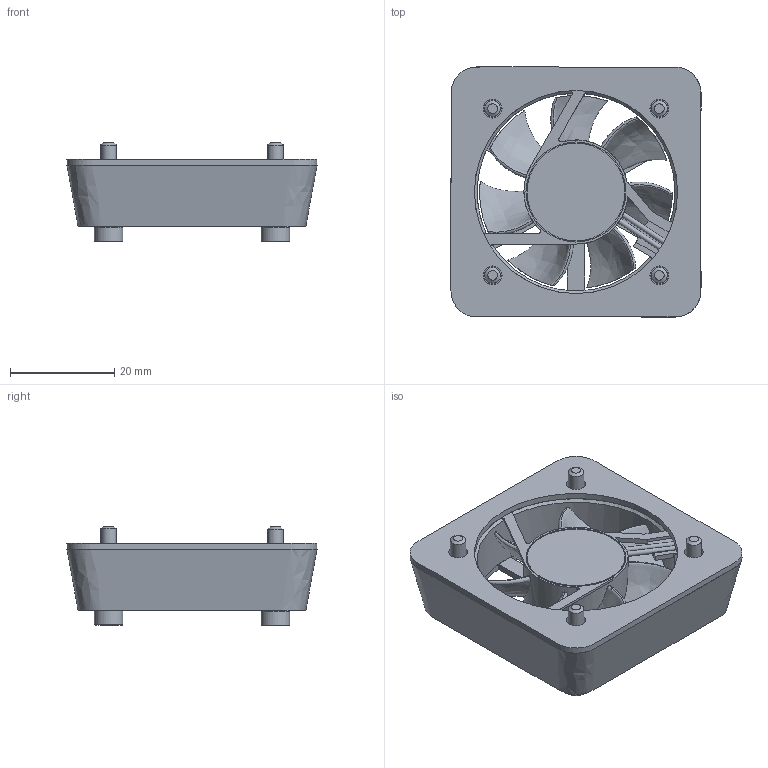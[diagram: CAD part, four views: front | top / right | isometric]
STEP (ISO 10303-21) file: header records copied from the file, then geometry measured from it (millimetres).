
FILE_DESCRIPTION(/* description */ (''),/* implementation_level */ '2;1');
FILE_NAME(/* name */ '4010 Fan Assembly.step',/* time_stamp */ '2023-06-05T04:52:37-05:00',/* author */ (''),/* organization */ (''),/* preprocessor_version */ 'ST-DEVELOPER v19.2',/* originating_system */ 'Autodesk Translation Framework v12.6.0.85',/* authorisation */ '');
FILE_SCHEMA (('AUTOMOTIVE_DESIGN { 1 0 10303 214 3 1 1 }'));
Length unit declared in the file: millimetre
Products named in the file (6): 4010 Fan Assembly; 4010 Fan; 4010 Fan Cage; 4010 Fan Gasket; PN503; PN700
Assembly tree (8 placements, depth 3):
  4010 Fan Assembly
    4010 Fan
      4010 Fan Cage
      4010 Fan Gasket
    PN503  x4
    PN700
Bounding box: 48 x 48 x 19.16 mm (x, y, z)
Volume: 14452.2 mm3; surface area: 17307 mm2
Topology: 7 solids, 7 shells, 221 faces, 526 edges, 327 vertices
Faces by surface type: plane 96, cylinder 65, cone 40, bspline 17, torus 3
Full cylindrical faces by diameter (mm): 1 x2, 3 x4, 3.45 x4, 3.6 x8, 5.5 x4, 18.8 x1, 19.2 x1, 20 x1, 38 x1, 39 x1
Entity records: 11041 total; most frequent: CARTESIAN_POINT 6839, ORIENTED_EDGE 830, DIRECTION 812, EDGE_CURVE 415, AXIS2_PLACEMENT_3D 306, VERTEX_POINT 267, EDGE_LOOP 212, LINE 200
